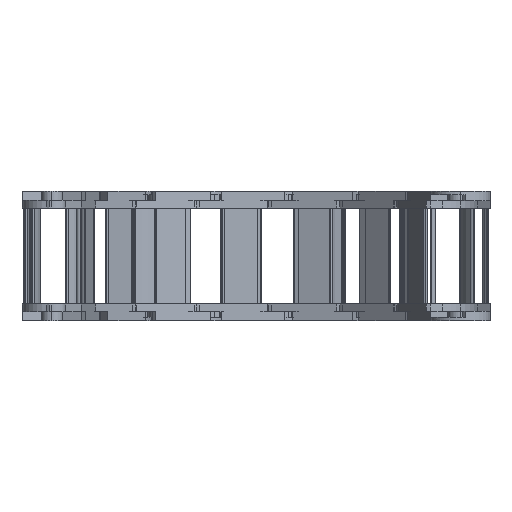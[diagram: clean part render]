
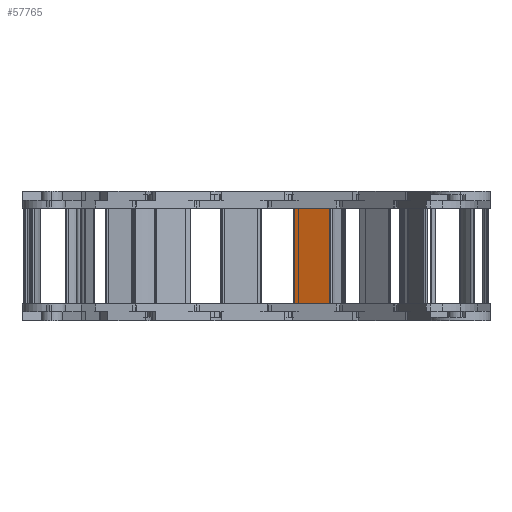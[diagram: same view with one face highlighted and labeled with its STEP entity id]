
A CAD part, left-side view. The second image highlights one B-rep face of the part: STEP entity #57765.
In plain terms, the highlighted planar face has unit normal (-0.949, 0.315, 0).
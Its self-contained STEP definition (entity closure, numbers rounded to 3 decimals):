
#448 = LINE ( 'NONE', #5911, #27898 ) ;
#830 = DIRECTION ( 'NONE',  ( 0., 0., 1. ) ) ;
#1217 = ORIENTED_EDGE ( 'NONE', *, *, #43405, .F. ) ;
#5911 = CARTESIAN_POINT ( 'NONE',  ( 65.484, 64.042, 18.5 ) ) ;
#7693 = EDGE_LOOP ( 'NONE', ( #18608, #23634, #1217, #11910 ) ) ;
#11088 = DIRECTION ( 'NONE',  ( 0., 0., -1. ) ) ;
#11910 = ORIENTED_EDGE ( 'NONE', *, *, #13987, .F. ) ;
#13987 = EDGE_CURVE ( 'NONE', #54421, #61214, #73496, .T. ) ;
#18297 = FACE_OUTER_BOUND ( 'NONE', #7693, .T. ) ;
#18608 = ORIENTED_EDGE ( 'NONE', *, *, #27180, .F. ) ;
#20300 = VECTOR ( 'NONE', #55579, 1000. ) ;
#20497 = CARTESIAN_POINT ( 'NONE',  ( 57.981, 41.403, -18.5 ) ) ;
#22619 = DIRECTION ( 'NONE',  ( 0.949, -0.315, 0. ) ) ;
#22987 = CARTESIAN_POINT ( 'NONE',  ( 65.484, 64.042, 18.5 ) ) ;
#23634 = ORIENTED_EDGE ( 'NONE', *, *, #37261, .F. ) ;
#27180 = EDGE_CURVE ( 'NONE', #66911, #54421, #46525, .T. ) ;
#27898 = VECTOR ( 'NONE', #830, 1000. ) ;
#29215 = DIRECTION ( 'NONE',  ( 0., 0., -1. ) ) ;
#33679 = CARTESIAN_POINT ( 'NONE',  ( 60.859, 50.088, 18.5 ) ) ;
#33749 = CARTESIAN_POINT ( 'NONE',  ( 60.859, 50.088, 18.5 ) ) ;
#36497 = VERTEX_POINT ( 'NONE', #71413 ) ;
#37261 = EDGE_CURVE ( 'NONE', #36497, #66911, #75878, .T. ) ;
#37317 = CARTESIAN_POINT ( 'NONE',  ( 60.859, 50.088, -18.5 ) ) ;
#40078 = VECTOR ( 'NONE', #11088, 1000. ) ;
#42941 = VECTOR ( 'NONE', #46652, 1000. ) ;
#43405 = EDGE_CURVE ( 'NONE', #61214, #36497, #448, .T. ) ;
#46525 = LINE ( 'NONE', #33679, #40078 ) ;
#46652 = DIRECTION ( 'NONE',  ( -0.315, -0.949, 0. ) ) ;
#50377 = AXIS2_PLACEMENT_3D ( 'NONE', #22987, #22619, #29215 ) ;
#52245 = PLANE ( 'NONE',  #50377 ) ;
#52870 = CARTESIAN_POINT ( 'NONE',  ( 65.484, 64.042, 18.5 ) ) ;
#54421 = VERTEX_POINT ( 'NONE', #37317 ) ;
#55579 = DIRECTION ( 'NONE',  ( 0.315, 0.949, 0. ) ) ;
#57065 = CARTESIAN_POINT ( 'NONE',  ( 65.484, 64.042, -18.5 ) ) ;
#57765 = ADVANCED_FACE ( 'NONE', ( #18297 ), #52245, .F. ) ;
#61214 = VERTEX_POINT ( 'NONE', #57065 ) ;
#66911 = VERTEX_POINT ( 'NONE', #33749 ) ;
#71413 = CARTESIAN_POINT ( 'NONE',  ( 65.484, 64.042, 18.5 ) ) ;
#73496 = LINE ( 'NONE', #20497, #20300 ) ;
#75878 = LINE ( 'NONE', #52870, #42941 ) ;
